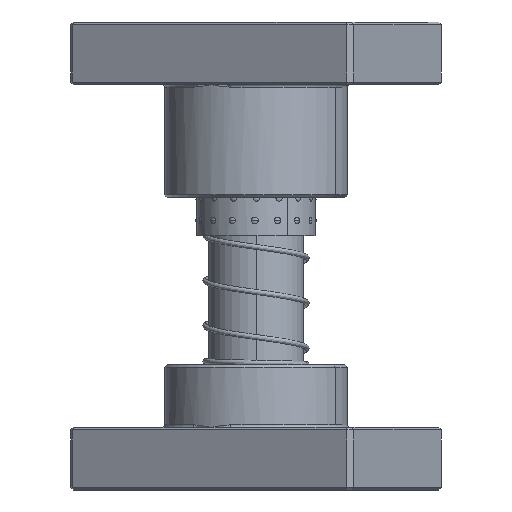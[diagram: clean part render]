
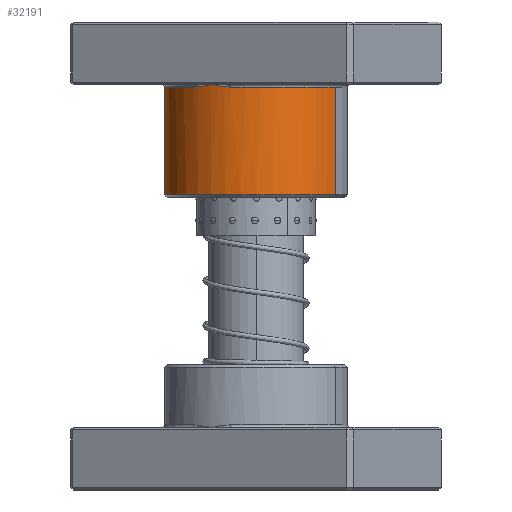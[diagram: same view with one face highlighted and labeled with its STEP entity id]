
A CAD part, left-side view. The second image highlights one B-rep face of the part: STEP entity #32191.
In plain terms, the highlighted cylindrical face has radius 36.5 mm (diameter 73 mm), a partial arc.
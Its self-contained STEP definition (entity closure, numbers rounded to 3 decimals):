
#111 = ORIENTED_EDGE ( 'NONE', *, *, #3745, .T. ) ;
#163 = CARTESIAN_POINT ( 'NONE',  ( -4.89, -36.178, 25.754 ) ) ;
#766 = CIRCLE ( 'NONE', #20636, 36.5 ) ;
#1056 = CYLINDRICAL_SURFACE ( 'NONE', #10794, 36.5 ) ;
#1482 = CARTESIAN_POINT ( 'NONE',  ( 0., -36.5, 25. ) ) ;
#1994 = EDGE_CURVE ( 'NONE', #27034, #20182, #33511, .T. ) ;
#2338 = ORIENTED_EDGE ( 'NONE', *, *, #12643, .T. ) ;
#2974 = ORIENTED_EDGE ( 'NONE', *, *, #1994, .T. ) ;
#3067 = CARTESIAN_POINT ( 'NONE',  ( 1.4, -36.475, 25.234 ) ) ;
#3669 = CARTESIAN_POINT ( 'NONE',  ( -1.403, -36.5, 25.235 ) ) ;
#3745 = EDGE_CURVE ( 'NONE', #10450, #9418, #6305, .T. ) ;
#3825 = EDGE_LOOP ( 'NONE', ( #35893, #22081, #111, #40473, #12983, #2338, #2974 ) ) ;
#4604 = B_SPLINE_CURVE_WITH_KNOTS ( 'NONE', 3,
 ( #23789, #20327, #27147, #3067, #27313, #6547, #30811, #10018, #34331, #13463, #37813, #16963 ),
 .UNSPECIFIED., .F., .F.,
 ( 4, 2, 2, 2, 2, 4 ),
 ( 0., 0.001, 0.002, 0.004, 0.006, 0.008 ),
 .UNSPECIFIED. ) ;
#4978 = VERTEX_POINT ( 'NONE', #18020 ) ;
#6305 = LINE ( 'NONE', #33371, #38902 ) ;
#6544 = CARTESIAN_POINT ( 'NONE',  ( -7.68, -35.69, 26. ) ) ;
#6547 = CARTESIAN_POINT ( 'NONE',  ( 2.798, -36.399, 25.459 ) ) ;
#7946 = B_SPLINE_CURVE_WITH_KNOTS ( 'NONE', 3,
 ( #38271, #6544, #41712, #20927, #163, #24394, #3669, #27914 ),
 .UNSPECIFIED., .F., .F.,
 ( 4, 2, 2, 4 ),
 ( 0., 0.002, 0.004, 0.009 ),
 .UNSPECIFIED. ) ;
#8070 = DIRECTION ( 'NONE',  ( 0., 0., 1. ) ) ;
#9157 = DIRECTION ( 'NONE',  ( 0., 0., -1. ) ) ;
#9418 = VERTEX_POINT ( 'NONE', #11610 ) ;
#10018 = CARTESIAN_POINT ( 'NONE',  ( 4.89, -36.178, 25.754 ) ) ;
#10450 = VERTEX_POINT ( 'NONE', #33906 ) ;
#10794 = AXIS2_PLACEMENT_3D ( 'NONE', #12074, #22373, #22510 ) ;
#11610 = CARTESIAN_POINT ( 'NONE',  ( -36.5, 0., 26. ) ) ;
#12074 = CARTESIAN_POINT ( 'NONE',  ( 0., 0., 70. ) ) ;
#12643 = EDGE_CURVE ( 'NONE', #32153, #27034, #4604, .T. ) ;
#12983 = ORIENTED_EDGE ( 'NONE', *, *, #28629, .T. ) ;
#13463 = CARTESIAN_POINT ( 'NONE',  ( 6.984, -35.833, 25.96 ) ) ;
#13868 = AXIS2_PLACEMENT_3D ( 'NONE', #28869, #8070, #32346 ) ;
#14565 = CARTESIAN_POINT ( 'NONE',  ( 8.373, -35.527, 26. ) ) ;
#14905 = DIRECTION ( 'NONE',  ( 0., 0., 1. ) ) ;
#16018 = DIRECTION ( 'NONE',  ( 0., 0., -1. ) ) ;
#16547 = DIRECTION ( 'NONE',  ( 0., 0., -1. ) ) ;
#16963 = CARTESIAN_POINT ( 'NONE',  ( 8.373, -35.527, 26. ) ) ;
#17914 = VERTEX_POINT ( 'NONE', #25116 ) ;
#18020 = CARTESIAN_POINT ( 'NONE',  ( -8.373, -35.527, 26. ) ) ;
#20182 = VERTEX_POINT ( 'NONE', #37231 ) ;
#20327 = CARTESIAN_POINT ( 'NONE',  ( 0.349, -36.5, 25.059 ) ) ;
#20636 = AXIS2_PLACEMENT_3D ( 'NONE', #29989, #9157, #33474 ) ;
#20927 = CARTESIAN_POINT ( 'NONE',  ( -5.587, -36.077, 25.837 ) ) ;
#22081 = ORIENTED_EDGE ( 'NONE', *, *, #34586, .T. ) ;
#22373 = DIRECTION ( 'NONE',  ( 0., 0., -1. ) ) ;
#22510 = DIRECTION ( 'NONE',  ( -1., 0., 0. ) ) ;
#23789 = CARTESIAN_POINT ( 'NONE',  ( 0., -36.5, 25. ) ) ;
#24394 = CARTESIAN_POINT ( 'NONE',  ( -2.798, -36.42, 25.47 ) ) ;
#25116 = CARTESIAN_POINT ( 'NONE',  ( 36.5, 0., 69. ) ) ;
#27034 = VERTEX_POINT ( 'NONE', #14565 ) ;
#27147 = CARTESIAN_POINT ( 'NONE',  ( 0.701, -36.495, 25.118 ) ) ;
#27313 = CARTESIAN_POINT ( 'NONE',  ( 1.75, -36.46, 25.291 ) ) ;
#27914 = CARTESIAN_POINT ( 'NONE',  ( 0., -36.5, 25. ) ) ;
#28629 = EDGE_CURVE ( 'NONE', #4978, #32153, #7946, .T. ) ;
#28869 = CARTESIAN_POINT ( 'NONE',  ( 0., 0., 26. ) ) ;
#29950 = AXIS2_PLACEMENT_3D ( 'NONE', #35744, #14905, #39249 ) ;
#29989 = CARTESIAN_POINT ( 'NONE',  ( 0., 0., 69. ) ) ;
#30234 = EDGE_CURVE ( 'NONE', #9418, #4978, #43843, .T. ) ;
#30811 = CARTESIAN_POINT ( 'NONE',  ( 3.495, -36.339, 25.565 ) ) ;
#32153 = VERTEX_POINT ( 'NONE', #1482 ) ;
#32191 = ADVANCED_FACE ( 'NONE', ( #37987 ), #1056, .T. ) ;
#32346 = DIRECTION ( 'NONE',  ( 1., 0., 0. ) ) ;
#33371 = CARTESIAN_POINT ( 'NONE',  ( -36.5, 0., 70. ) ) ;
#33474 = DIRECTION ( 'NONE',  ( 1., 0., 0. ) ) ;
#33511 = CIRCLE ( 'NONE', #29950, 36.5 ) ;
#33906 = CARTESIAN_POINT ( 'NONE',  ( -36.5, 0., 69. ) ) ;
#34331 = CARTESIAN_POINT ( 'NONE',  ( 5.587, -36.077, 25.837 ) ) ;
#34586 = EDGE_CURVE ( 'NONE', #17914, #10450, #766, .T. ) ;
#35403 = VECTOR ( 'NONE', #16547, 1000. ) ;
#35744 = CARTESIAN_POINT ( 'NONE',  ( 0., 0., 26. ) ) ;
#35893 = ORIENTED_EDGE ( 'NONE', *, *, #36303, .F. ) ;
#36303 = EDGE_CURVE ( 'NONE', #17914, #20182, #36478, .T. ) ;
#36478 = LINE ( 'NONE', #40525, #35403 ) ;
#37231 = CARTESIAN_POINT ( 'NONE',  ( 36.5, 0., 26. ) ) ;
#37813 = CARTESIAN_POINT ( 'NONE',  ( 7.68, -35.69, 26. ) ) ;
#37987 = FACE_OUTER_BOUND ( 'NONE', #3825, .T. ) ;
#38271 = CARTESIAN_POINT ( 'NONE',  ( -8.373, -35.527, 26. ) ) ;
#38902 = VECTOR ( 'NONE', #16018, 1000. ) ;
#39249 = DIRECTION ( 'NONE',  ( 1., 0., 0. ) ) ;
#40473 = ORIENTED_EDGE ( 'NONE', *, *, #30234, .T. ) ;
#40525 = CARTESIAN_POINT ( 'NONE',  ( 36.5, 0., 70. ) ) ;
#41712 = CARTESIAN_POINT ( 'NONE',  ( -6.984, -35.833, 25.96 ) ) ;
#43843 = CIRCLE ( 'NONE', #13868, 36.5 ) ;
